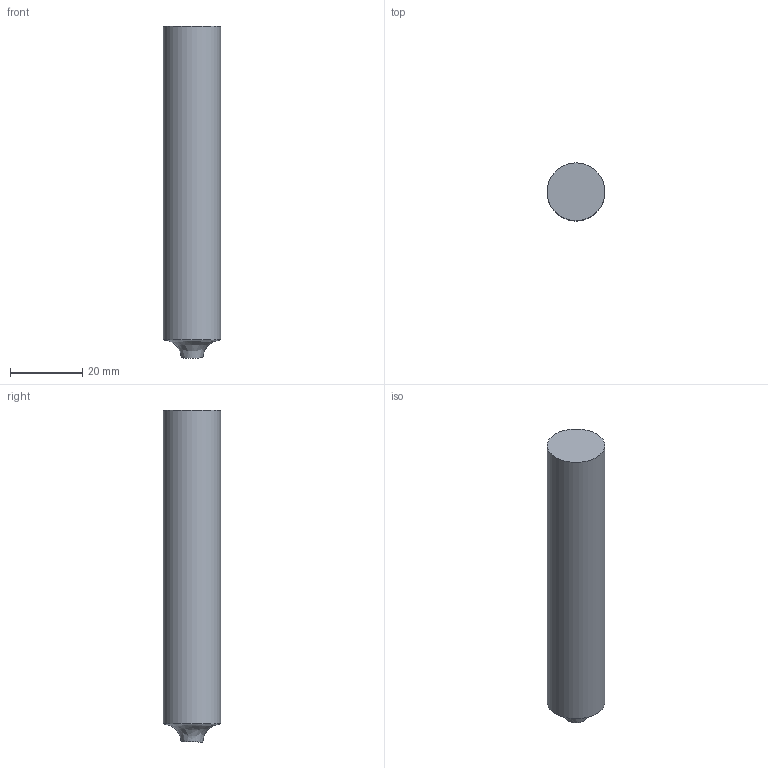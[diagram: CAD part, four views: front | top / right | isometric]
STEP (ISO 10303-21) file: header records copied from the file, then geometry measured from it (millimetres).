
FILE_DESCRIPTION(('STEP'), '1');
FILE_NAME('MOD000000000000000020082281100000.stp', '2018-11-28T15:14:25', (''), (''), 'Express v3.0.0.0', 'Express Tool', 'Unknown');
FILE_SCHEMA(('AUTOMOTIVE_DESIGN'));
Length unit declared in the file: millimetre
Products named in the file (1): titg21C84430y279
Bounding box: 16 x 16 x 92 mm (x, y, z)
Volume: 17912.1 mm3; surface area: 5250.3 mm2
Topology: 2 solids, 2 shells, 6 faces, 10 edges, 9 vertices
Faces by surface type: bspline 6
Entity records: 304 total; most frequent: CARTESIAN_POINT 141, DIRECTION 22, ORIENTED_EDGE 12, AXIS2_PLACEMENT_3D 9, PRESENTATION_STYLE_ASSIGNMENT 7, COLOUR_RGB 7, ADVANCED_FACE 6, FACE_OUTER_BOUND 6
